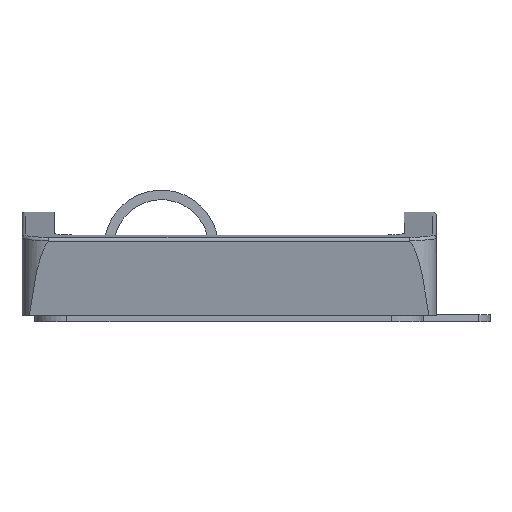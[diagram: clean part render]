
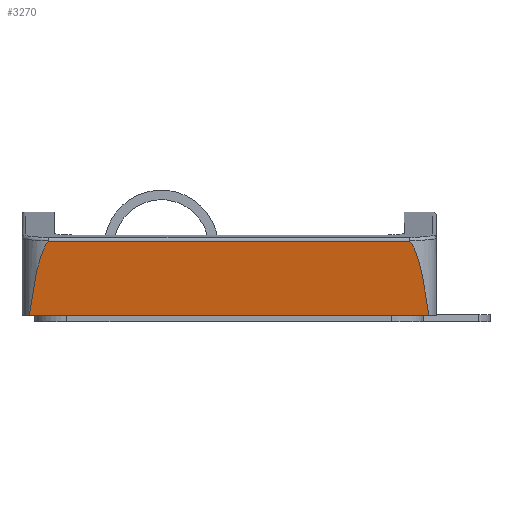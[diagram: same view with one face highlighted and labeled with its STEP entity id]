
A CAD part, front view. The second image highlights one B-rep face of the part: STEP entity #3270.
In plain terms, the highlighted planar face has unit normal (0, -0.989, -0.151).
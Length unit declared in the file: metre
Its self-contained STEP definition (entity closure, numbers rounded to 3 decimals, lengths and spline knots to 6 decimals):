
#15=ELLIPSE('',#3417,0.033021,0.005);
#17=ELLIPSE('',#3420,0.033021,0.005);
#954=ORIENTED_EDGE('',*,*,#1333,.F.);
#955=ORIENTED_EDGE('',*,*,#1477,.T.);
#956=ORIENTED_EDGE('',*,*,#1330,.F.);
#957=ORIENTED_EDGE('',*,*,#1068,.T.);
#1068=EDGE_CURVE('',#1534,#1535,#1845,.T.);
#1330=EDGE_CURVE('',#1534,#1729,#15,.T.);
#1333=EDGE_CURVE('',#1732,#1535,#17,.T.);
#1477=EDGE_CURVE('',#1732,#1729,#2204,.F.);
#1534=VERTEX_POINT('',#4436);
#1535=VERTEX_POINT('',#4437);
#1729=VERTEX_POINT('',#4966);
#1732=VERTEX_POINT('',#4977);
#1845=LINE('',#4435,#2249);
#2204=LINE('',#5262,#2608);
#2249=VECTOR('',#3562,1.);
#2608=VECTOR('',#4307,1.);
#2784=EDGE_LOOP('',(#954,#955,#956,#957));
#2967=FACE_BOUND('',#2784,.T.);
#3114=PLANE('',#3496);
#3270=ADVANCED_FACE('',(#2967),#3114,.F.);
#3417=AXIS2_PLACEMENT_3D('',#4969,#4008,#4009);
#3420=AXIS2_PLACEMENT_3D('',#4978,#4014,#4015);
#3496=AXIS2_PLACEMENT_3D('',#5261,#4305,#4306);
#3562=DIRECTION('',(1.,0.,0.));
#4008=DIRECTION('',(0.,0.988,0.151));
#4009=DIRECTION('',(0.,0.151,-0.988));
#4014=DIRECTION('',(0.,0.988,0.151));
#4015=DIRECTION('',(0.,0.151,-0.988));
#4305=DIRECTION('',(0.,0.988,0.151));
#4306=DIRECTION('',(0.,-0.151,0.988));
#4307=DIRECTION('',(1.,0.,0.));
#4435=CARTESIAN_POINT('',(-0.067769,-0.048843,0.001));
#4436=CARTESIAN_POINT('',(-0.031115,-0.048843,0.001));
#4437=CARTESIAN_POINT('',(0.031115,-0.048843,0.001));
#4966=CARTESIAN_POINT('',(-0.028128,-0.050614,0.012559));
#4969=CARTESIAN_POINT('',(-0.027231,-0.045695,-0.019551));
#4977=CARTESIAN_POINT('',(0.028128,-0.050614,0.012559));
#4978=CARTESIAN_POINT('',(0.027231,-0.045695,-0.019551));
#5261=CARTESIAN_POINT('',(-0.067769,-0.049769,0.007045));
#5262=CARTESIAN_POINT('',(-0.067769,-0.050614,0.012559));
